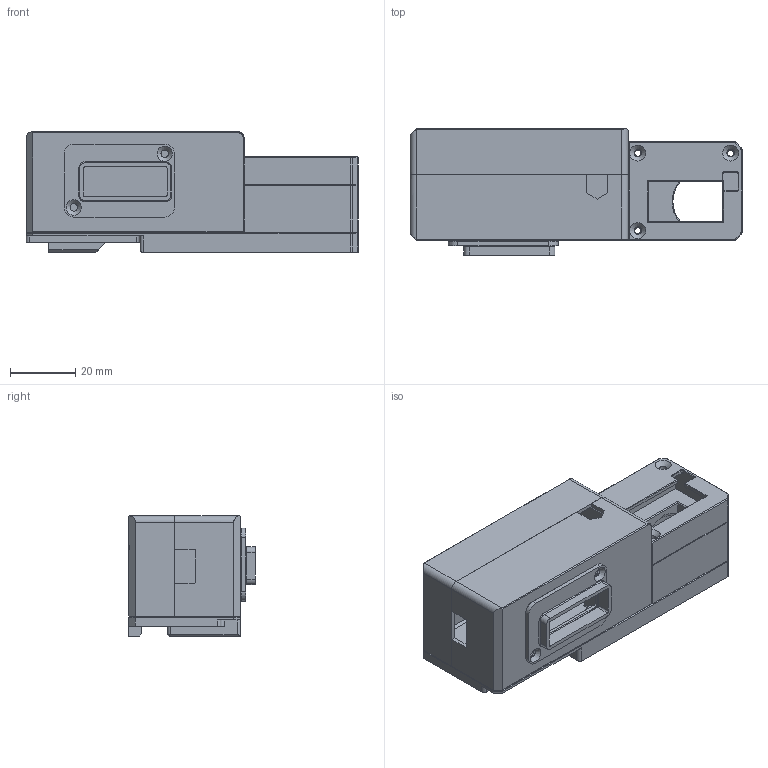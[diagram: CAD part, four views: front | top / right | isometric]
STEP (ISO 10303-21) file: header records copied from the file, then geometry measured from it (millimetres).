
FILE_DESCRIPTION(/* description */ (''),/* implementation_level */ '2;1');
FILE_NAME(/* name */ 'MindControlHat v104.step',/* time_stamp */ '2024-09-06T15:43:12+02:00',/* author */ (''),/* organization */ (''),/* preprocessor_version */ 'ST-DEVELOPER v20',/* originating_system */ 'Autodesk Translation Framework v13.14.0.145',/* authorisation */ '');
FILE_SCHEMA (('AUTOMOTIVE_DESIGN { 1 0 10303 214 3 1 1 }'));
Length unit declared in the file: millimetre
Products named in the file (8): MindControlHat; MindControlHat_V3; Base; ServoHousing; ServoCover; HousingFront; HousingBack; DisplayHood
Assembly tree (7 placements, depth 3):
  MindControlHat
    MindControlHat_V3
      Base
      ServoHousing
      ServoCover
      HousingFront
      HousingBack
      DisplayHood
Bounding box: 102 x 38.9 x 37 mm (x, y, z)
Volume: 38683 mm3; surface area: 39531.5 mm2
Topology: 6 solids, 6 shells, 482 faces, 1205 edges, 742 vertices
Faces by surface type: plane 264, cylinder 114, cone 104
Full cylindrical faces by diameter (mm): 1.9 x14, 2.3 x18, 4 x3, 4.1 x4, 18.5 x1, 20.1 x1
Entity records: 14606 total; most frequent: CARTESIAN_POINT 2631, DIRECTION 2514, ORIENTED_EDGE 2406, EDGE_CURVE 1203, AXIS2_PLACEMENT_3D 855, LINE 804, VECTOR 804, VERTEX_POINT 742
